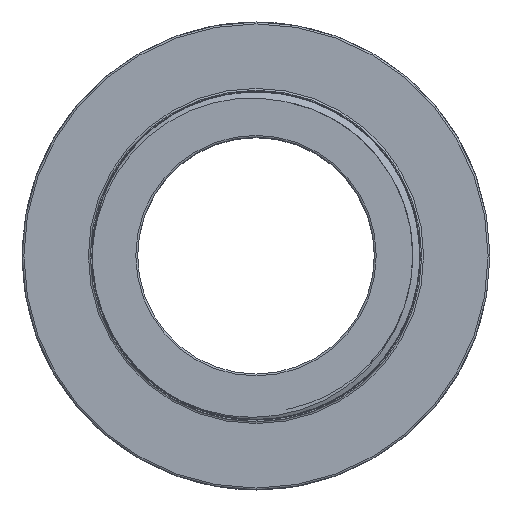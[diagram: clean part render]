
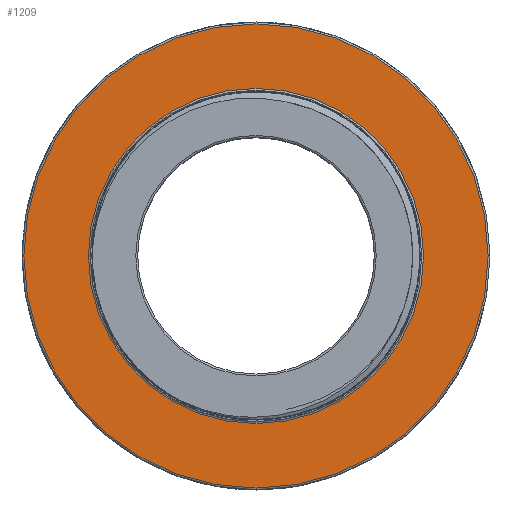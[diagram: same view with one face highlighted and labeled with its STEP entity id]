
A CAD part, top view. The second image highlights one B-rep face of the part: STEP entity #1209.
In plain terms, the highlighted planar face has unit normal (0, 0, 1).
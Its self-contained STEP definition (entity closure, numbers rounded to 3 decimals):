
#17=FACE_BOUND('',#180,.T.);
#37=PLANE('',#1304);
#106=FACE_OUTER_BOUND('',#179,.T.);
#179=EDGE_LOOP('',(#933));
#180=EDGE_LOOP('',(#934));
#225=CIRCLE('',#1298,24.513);
#230=CIRCLE('',#1305,17.7);
#526=VERTEX_POINT('',#3876);
#530=VERTEX_POINT('',#3888);
#688=EDGE_CURVE('',#526,#526,#225,.T.);
#694=EDGE_CURVE('',#530,#530,#230,.T.);
#933=ORIENTED_EDGE('',*,*,#688,.F.);
#934=ORIENTED_EDGE('',*,*,#694,.F.);
#1209=ADVANCED_FACE('',(#106,#17),#37,.T.);
#1298=AXIS2_PLACEMENT_3D('',#3877,#1479,#1480);
#1304=AXIS2_PLACEMENT_3D('',#3887,#1492,#1493);
#1305=AXIS2_PLACEMENT_3D('',#3889,#1494,#1495);
#1479=DIRECTION('center_axis',(0.,0.,-1.));
#1480=DIRECTION('ref_axis',(1.,0.,0.));
#1492=DIRECTION('center_axis',(0.,0.,1.));
#1493=DIRECTION('ref_axis',(1.,0.,0.));
#1494=DIRECTION('center_axis',(0.,0.,1.));
#1495=DIRECTION('ref_axis',(1.,0.,0.));
#3876=CARTESIAN_POINT('',(-24.513,0.,0.));
#3877=CARTESIAN_POINT('Origin',(0.,0.,0.));
#3887=CARTESIAN_POINT('Origin',(0.,0.,0.));
#3888=CARTESIAN_POINT('',(-17.7,0.,0.));
#3889=CARTESIAN_POINT('Origin',(0.,0.,0.));
